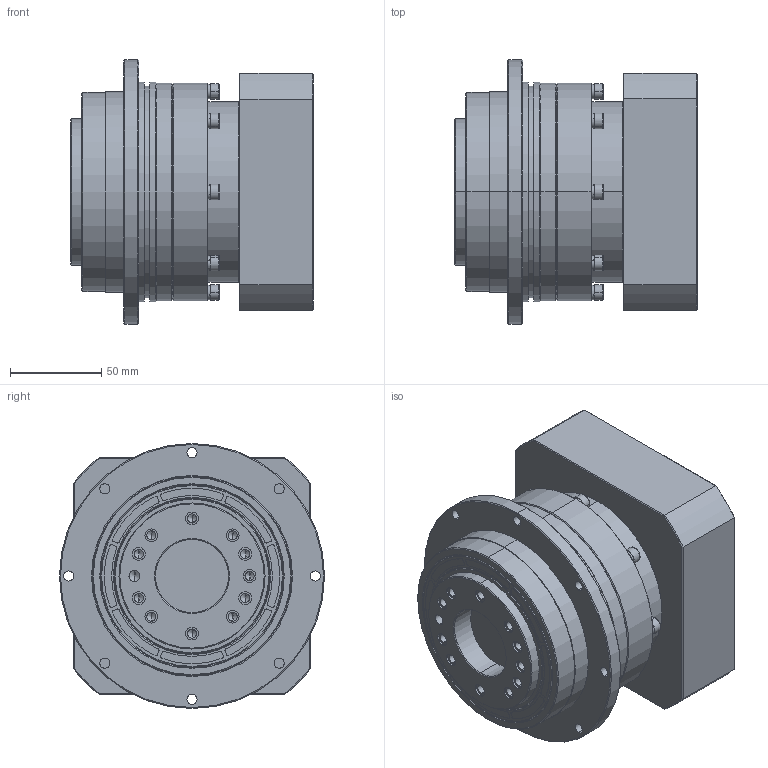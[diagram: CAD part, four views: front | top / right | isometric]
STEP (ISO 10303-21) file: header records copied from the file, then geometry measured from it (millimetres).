
FILE_DESCRIPTION (( 'STEP AP203' ), '1' );
FILE_NAME ('KD110L1-110-22-60-M8-145.step', '2022-10-19T02:06:32', ( 'PC' ), ( 'Microsoft' ), 'SwSTEP 2.0', 'SolidWorks 2016', '' );
FILE_SCHEMA (( 'CONFIG_CONTROL_DESIGN' ));
Length unit declared in the file: millimetre
Products named in the file (12): KD110L1-110-22-60-M8-145; 一级整体太阳轮带夹套外形图 KB115-D24; hexagon socket head cap screws gb_GB_FASTENER_SCREWS_HSHCS M8X25-N; 一级齿圈外形图加法兰盘 KD110; hexagon socket head cap screws gb_GB_FASTENER_SCREWS_HSHCS M6X20-N; 笢潔楊擘俋倛芞 KD110; spring lock washers--normal type gb_GB_FASTENER_WASHER_SW 6; hex socket set screws with flat point gb_GB_FASTENER_SCREWS_HSFP M16X16-N; hexagon socket head cap screws gb_GB_FASTENER_SCREWS_HSHCS M5X25-N; spring lock washers--normal type gb_GB_FASTENER_WASHER_SW 5; 24-22曹噤杶; 萇儂楊擘俋倛芞 KB115 D110-M8-145F130H38.5
Assembly tree (35 placements, depth 2):
  KD110L1-110-22-60-M8-145
    一级齿圈外形图加法兰盘 KD110
    笢潔楊擘俋倛芞 KD110
    萇儂楊擘俋倛芞 KB115 D110-M8-145F130H38.5
    一级整体太阳轮带夹套外形图 KB115-D24
    hexagon socket head cap screws gb_GB_FASTENER_SCREWS_HSHCS M8X25-N
    hexagon socket head cap screws gb_GB_FASTENER_SCREWS_HSHCS M6X20-N  x6
    spring lock washers--normal type gb_GB_FASTENER_WASHER_SW 6  x6
    hex socket set screws with flat point gb_GB_FASTENER_SCREWS_HSFP M16X16-N
    hexagon socket head cap screws gb_GB_FASTENER_SCREWS_HSHCS M5X25-N  x8
    spring lock washers--normal type gb_GB_FASTENER_WASHER_SW 5  x8
    24-22曹噤杶
Bounding box: 132.5 x 145 x 145 mm (x, y, z)
Volume: 1225612.6 mm3; surface area: 208515 mm2
Topology: 37 solids, 37 shells, 1041 faces, 2453 edges, 1505 vertices
Faces by surface type: plane 416, cylinder 405, cone 186, torus 34
Entity records: 20218 total; most frequent: CARTESIAN_POINT 3416, DIRECTION 3408, ORIENTED_EDGE 2882, EDGE_CURVE 1441, AXIS2_PLACEMENT_3D 1379, VERTEX_POINT 917, EDGE_LOOP 748, CIRCLE 720
